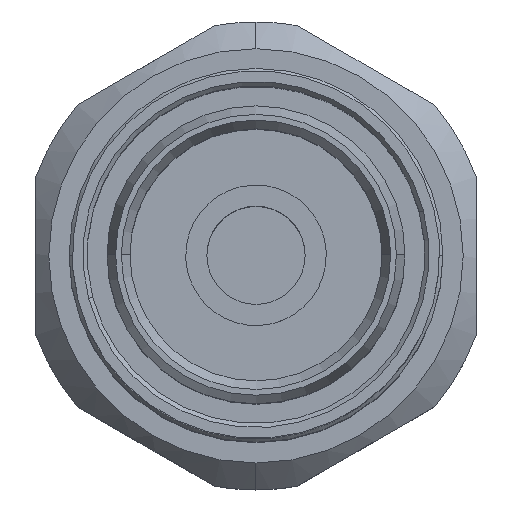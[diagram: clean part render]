
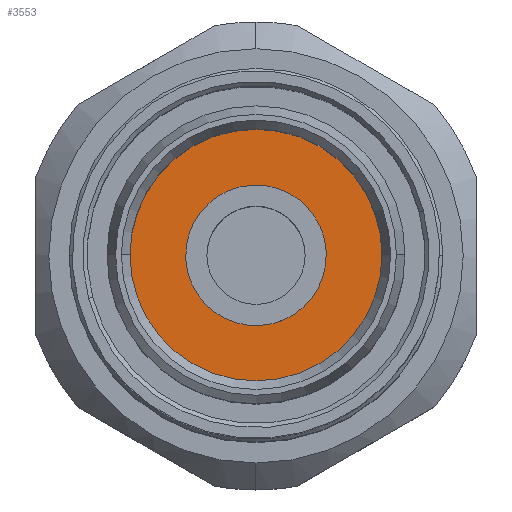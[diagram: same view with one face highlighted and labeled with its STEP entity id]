
A CAD part, top view. The second image highlights one B-rep face of the part: STEP entity #3553.
In plain terms, the highlighted planar face has unit normal (0, 0, 1).
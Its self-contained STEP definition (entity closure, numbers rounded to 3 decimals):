
#107 = EDGE_LOOP ( 'NONE', ( #392, #861 ) ) ;
#195 = DIRECTION ( 'NONE',  ( 0., 0., 1. ) ) ;
#392 = ORIENTED_EDGE ( 'NONE', *, *, #2700, .F. ) ;
#429 = FACE_OUTER_BOUND ( 'NONE', #1238, .T. ) ;
#441 = EDGE_CURVE ( 'NONE', #3292, #1152, #2937, .T. ) ;
#452 = CIRCLE ( 'NONE', #1129, 5.9 ) ;
#504 = CARTESIAN_POINT ( 'NONE',  ( -2.754, -1.799, 13.7 ) ) ;
#520 = FACE_BOUND ( 'NONE', #107, .T. ) ;
#620 = DIRECTION ( 'NONE',  ( 0., 0., 1. ) ) ;
#861 = ORIENTED_EDGE ( 'NONE', *, *, #3022, .F. ) ;
#1036 = CARTESIAN_POINT ( 'NONE',  ( 2.754, 1.799, 13.7 ) ) ;
#1055 = CARTESIAN_POINT ( 'NONE',  ( 0., 0., 13.7 ) ) ;
#1063 = AXIS2_PLACEMENT_3D ( 'NONE', #1511, #2358, #2057 ) ;
#1129 = AXIS2_PLACEMENT_3D ( 'NONE', #2078, #1898, #3304 ) ;
#1152 = VERTEX_POINT ( 'NONE', #1899 ) ;
#1214 = VERTEX_POINT ( 'NONE', #1036 ) ;
#1238 = EDGE_LOOP ( 'NONE', ( #1672, #2852 ) ) ;
#1404 = DIRECTION ( 'NONE',  ( 0., 0., 1. ) ) ;
#1511 = CARTESIAN_POINT ( 'NONE',  ( 0., 0., 13.7 ) ) ;
#1672 = ORIENTED_EDGE ( 'NONE', *, *, #441, .T. ) ;
#1702 = DIRECTION ( 'NONE',  ( 0.837, 0.547, 0. ) ) ;
#1717 = AXIS2_PLACEMENT_3D ( 'NONE', #2832, #1404, #1702 ) ;
#1791 = CIRCLE ( 'NONE', #1717, 3.29 ) ;
#1794 = DIRECTION ( 'NONE',  ( 0.837, 0.547, 0. ) ) ;
#1840 = CIRCLE ( 'NONE', #1889, 3.29 ) ;
#1889 = AXIS2_PLACEMENT_3D ( 'NONE', #2856, #620, #1794 ) ;
#1898 = DIRECTION ( 'NONE',  ( 0., 0., 1. ) ) ;
#1899 = CARTESIAN_POINT ( 'NONE',  ( -5.9, 0., 13.7 ) ) ;
#2057 = DIRECTION ( 'NONE',  ( 1., 0., 0. ) ) ;
#2078 = CARTESIAN_POINT ( 'NONE',  ( 0., 0., 13.7 ) ) ;
#2232 = AXIS2_PLACEMENT_3D ( 'NONE', #1055, #195, #3309 ) ;
#2358 = DIRECTION ( 'NONE',  ( 0., 0., 1. ) ) ;
#2690 = VERTEX_POINT ( 'NONE', #504 ) ;
#2700 = EDGE_CURVE ( 'NONE', #2690, #1214, #1791, .T. ) ;
#2832 = CARTESIAN_POINT ( 'NONE',  ( 0., 0., 13.7 ) ) ;
#2852 = ORIENTED_EDGE ( 'NONE', *, *, #3457, .T. ) ;
#2856 = CARTESIAN_POINT ( 'NONE',  ( 0., 0., 13.7 ) ) ;
#2937 = CIRCLE ( 'NONE', #1063, 5.9 ) ;
#3022 = EDGE_CURVE ( 'NONE', #1214, #2690, #1840, .T. ) ;
#3292 = VERTEX_POINT ( 'NONE', #3440 ) ;
#3304 = DIRECTION ( 'NONE',  ( 1., 0., 0. ) ) ;
#3309 = DIRECTION ( 'NONE',  ( 0.837, 0.547, 0. ) ) ;
#3440 = CARTESIAN_POINT ( 'NONE',  ( 5.9, 0., 13.7 ) ) ;
#3457 = EDGE_CURVE ( 'NONE', #1152, #3292, #452, .T. ) ;
#3553 = ADVANCED_FACE ( 'NONE', ( #520, #429 ), #3615, .T. ) ;
#3615 = PLANE ( 'NONE',  #2232 ) ;
